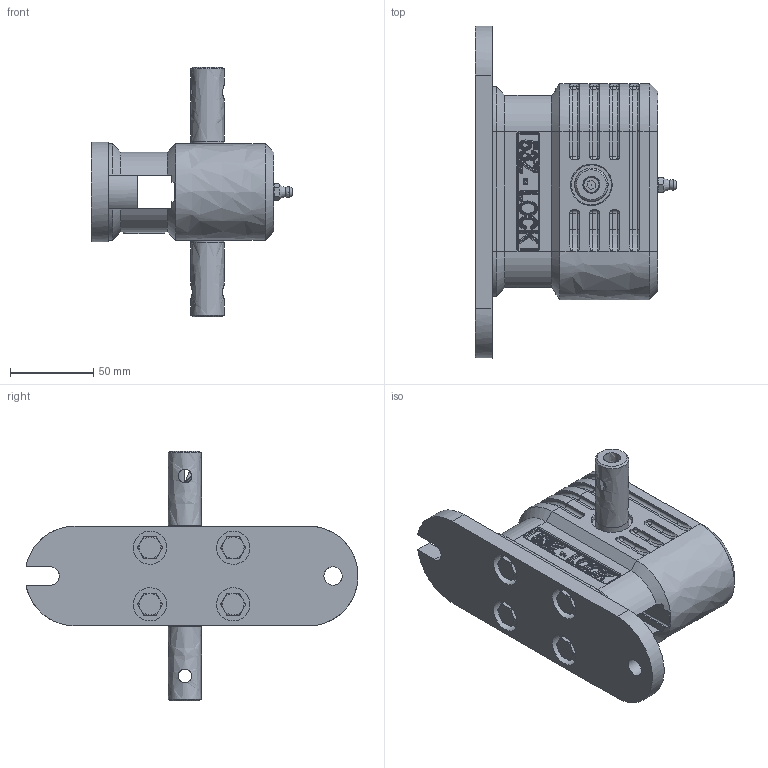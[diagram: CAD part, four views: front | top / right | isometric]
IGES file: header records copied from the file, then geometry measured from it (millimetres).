
Global section: file name: 51153_0311_00; native system: Autodesk Inventor 2022; preprocessor: unknown; author: Nesvadba; date: 20240222.102309; units: millimetre
Bounding box: 120.91 x 199.46 x 150.1 mm (x, y, z)
Volume: 443544.2 mm3; surface area: 135129 mm2
Topology: 14 solids, 14 shells, 2500 faces, 6462 edges, 4079 vertices
Faces by surface type: bspline 2500
